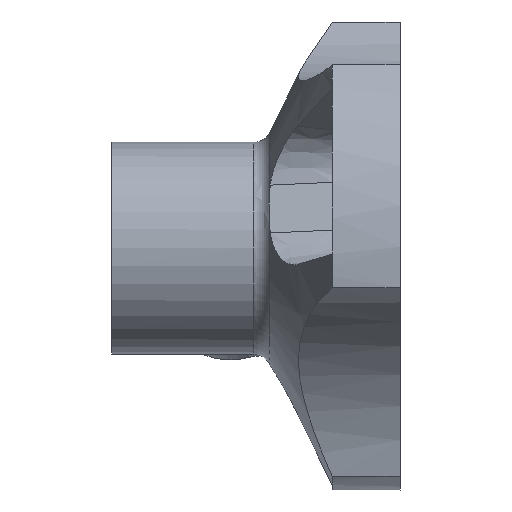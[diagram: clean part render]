
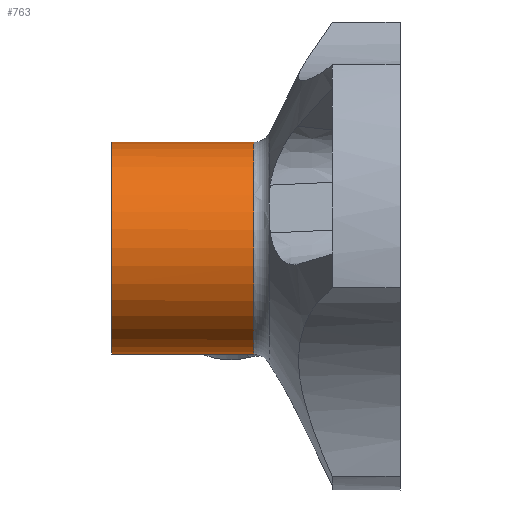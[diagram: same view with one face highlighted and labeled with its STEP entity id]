
A CAD part, front view. The second image highlights one B-rep face of the part: STEP entity #763.
In plain terms, the highlighted cylindrical face has radius 4.961 mm (diameter 9.922 mm), a full revolution.
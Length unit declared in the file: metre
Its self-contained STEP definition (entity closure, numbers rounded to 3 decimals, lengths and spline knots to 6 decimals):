
#96=CYLINDRICAL_SURFACE('',#825,0.004961);
#119=B_SPLINE_CURVE_WITH_KNOTS('',3,(#1158,#1159,#1160,#1161,#1162),
 .UNSPECIFIED.,.F.,.F.,(4,1,4),(0.,0.000552,0.001104),
 .UNSPECIFIED.);
#120=B_SPLINE_CURVE_WITH_KNOTS('',3,(#1167,#1168,#1169,#1170,#1171),
 .UNSPECIFIED.,.F.,.F.,(4,1,4),(0.,0.000555,0.001111),
 .UNSPECIFIED.);
#121=B_SPLINE_CURVE_WITH_KNOTS('',3,(#1173,#1174,#1175,#1176,#1177,#1178,
#1179,#1180,#1181,#1182,#1183),.UNSPECIFIED.,.F.,.F.,(4,1,1,1,1,1,1,1,4),
(0.,0.001618,0.003235,0.004853,0.00647,
0.008088,0.009706,0.011323,0.012941),
 .UNSPECIFIED.);
#171=ORIENTED_EDGE('',*,*,#405,.F.);
#172=ORIENTED_EDGE('',*,*,#406,.F.);
#173=ORIENTED_EDGE('',*,*,#407,.T.);
#174=ORIENTED_EDGE('',*,*,#408,.F.);
#175=ORIENTED_EDGE('',*,*,#409,.T.);
#405=EDGE_CURVE('',#522,#522,#590,.T.);
#406=EDGE_CURVE('',#523,#524,#119,.T.);
#407=EDGE_CURVE('',#523,#525,#591,.T.);
#408=EDGE_CURVE('',#526,#525,#120,.T.);
#409=EDGE_CURVE('',#526,#524,#121,.T.);
#522=VERTEX_POINT('',#1157);
#523=VERTEX_POINT('',#1163);
#524=VERTEX_POINT('',#1164);
#525=VERTEX_POINT('',#1166);
#526=VERTEX_POINT('',#1172);
#590=CIRCLE('',#826,0.004961);
#591=CIRCLE('',#827,0.004961);
#630=EDGE_LOOP('',(#171));
#631=EDGE_LOOP('',(#172,#173,#174,#175));
#691=FACE_BOUND('',#630,.T.);
#692=FACE_BOUND('',#631,.T.);
#763=ADVANCED_FACE('',(#691,#692),#96,.T.);
#825=AXIS2_PLACEMENT_3D('',#1155,#913,#914);
#826=AXIS2_PLACEMENT_3D('',#1156,#915,#916);
#827=AXIS2_PLACEMENT_3D('',#1165,#917,#918);
#913=DIRECTION('',(1.,0.,0.));
#914=DIRECTION('',(0.,0.174,-0.985));
#915=DIRECTION('',(-1.,0.,0.));
#916=DIRECTION('',(0.,-0.174,0.985));
#917=DIRECTION('',(-1.,0.,0.));
#918=DIRECTION('',(0.,-0.174,0.985));
#1155=CARTESIAN_POINT('',(0.002742,0.703488,0.036347));
#1156=CARTESIAN_POINT('',(0.005123,0.703488,0.036347));
#1157=CARTESIAN_POINT('',(0.005123,0.702626,0.041232));
#1158=CARTESIAN_POINT('',(0.011776,0.705105,0.031657));
#1159=CARTESIAN_POINT('',(0.011776,0.705279,0.031717));
#1160=CARTESIAN_POINT('',(0.011672,0.70564,0.031871));
#1161=CARTESIAN_POINT('',(0.011274,0.705736,0.031925));
#1162=CARTESIAN_POINT('',(0.011091,0.705716,0.031915));
#1163=CARTESIAN_POINT('',(0.011776,0.705105,0.031657));
#1164=CARTESIAN_POINT('',(0.011091,0.705716,0.031915));
#1165=CARTESIAN_POINT('',(0.011776,0.703488,0.036347));
#1166=CARTESIAN_POINT('',(0.011776,0.707741,0.0389));
#1167=CARTESIAN_POINT('',(0.011091,0.708044,0.03831));
#1168=CARTESIAN_POINT('',(0.011274,0.708053,0.038289));
#1169=CARTESIAN_POINT('',(0.011672,0.708014,0.038392));
#1170=CARTESIAN_POINT('',(0.011776,0.707836,0.038742));
#1171=CARTESIAN_POINT('',(0.011776,0.707741,0.0389));
#1172=CARTESIAN_POINT('',(0.011091,0.708044,0.03831));
#1173=CARTESIAN_POINT('',(0.011091,0.708044,0.03831));
#1174=CARTESIAN_POINT('',(0.010555,0.708018,0.038371));
#1175=CARTESIAN_POINT('',(0.00947,0.708081,0.038244));
#1176=CARTESIAN_POINT('',(0.008077,0.708363,0.037445));
#1177=CARTESIAN_POINT('',(0.007022,0.708517,0.036213));
#1178=CARTESIAN_POINT('',(0.006557,0.708238,0.03462));
#1179=CARTESIAN_POINT('',(0.007016,0.707433,0.033225));
#1180=CARTESIAN_POINT('',(0.008075,0.706517,0.032372));
#1181=CARTESIAN_POINT('',(0.009467,0.705788,0.031941));
#1182=CARTESIAN_POINT('',(0.010555,0.705657,0.031885));
#1183=CARTESIAN_POINT('',(0.011091,0.705716,0.031915));
